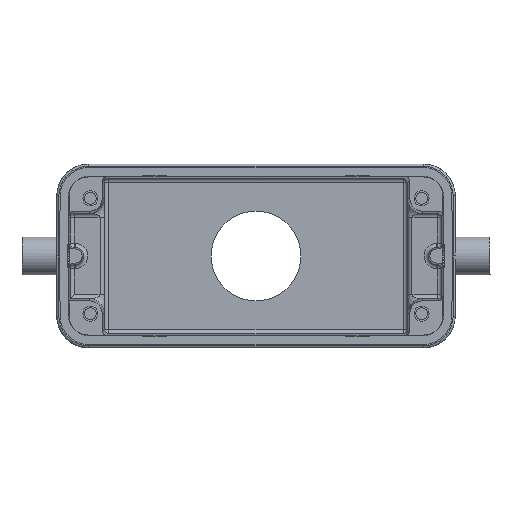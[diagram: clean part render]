
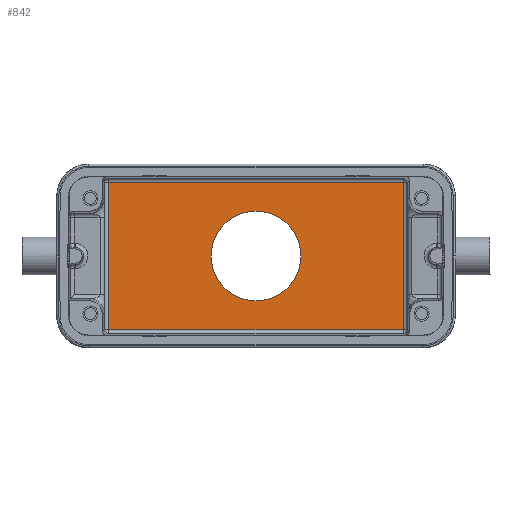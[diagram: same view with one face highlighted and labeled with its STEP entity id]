
A CAD part, front view. The second image highlights one B-rep face of the part: STEP entity #842.
In plain terms, the highlighted planar face has unit normal (0, -1, 0).
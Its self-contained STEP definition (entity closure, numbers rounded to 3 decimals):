
#842=ADVANCED_FACE('',(#1222,#1223),#1074,.F.);
#1074=PLANE('',#6195);
#1222=FACE_BOUND('',#1532,.T.);
#1223=FACE_BOUND('',#1533,.T.);
#1532=EDGE_LOOP('',(#2979));
#1533=EDGE_LOOP('',(#2980,#2981,#2982,#2983));
#1728=CIRCLE('',#6194,10.5);
#2979=ORIENTED_EDGE('',*,*,#4534,.F.);
#2980=ORIENTED_EDGE('',*,*,#4528,.T.);
#2981=ORIENTED_EDGE('',*,*,#4525,.T.);
#2982=ORIENTED_EDGE('',*,*,#4521,.T.);
#2983=ORIENTED_EDGE('',*,*,#4533,.T.);
#3617=VERTEX_POINT('',#8767);
#3794=VERTEX_POINT('',#10209);
#3795=VERTEX_POINT('',#10215);
#3796=VERTEX_POINT('',#10221);
#3798=VERTEX_POINT('',#10235);
#4521=EDGE_CURVE('',#3794,#3617,#5155,.T.);
#4525=EDGE_CURVE('',#3795,#3794,#5156,.T.);
#4528=EDGE_CURVE('',#3796,#3795,#5157,.T.);
#4533=EDGE_CURVE('',#3617,#3796,#5160,.T.);
#4534=EDGE_CURVE('',#3798,#3798,#1728,.T.);
#5155=LINE('',#10208,#5716);
#5156=LINE('',#10216,#5717);
#5157=LINE('',#10222,#5718);
#5160=LINE('',#10232,#5721);
#5716=VECTOR('',#7582,1.);
#5717=VECTOR('',#7593,1.);
#5718=VECTOR('',#7602,1.);
#5721=VECTOR('',#7617,1.);
#6194=AXIS2_PLACEMENT_3D('',#10234,#7620,#7621);
#6195=AXIS2_PLACEMENT_3D('',#10236,#7622,#7623);
#7582=DIRECTION('',(0.,0.,1.));
#7593=DIRECTION('',(1.,0.,0.));
#7602=DIRECTION('',(0.,0.,-1.));
#7617=DIRECTION('',(-1.,0.,0.));
#7620=DIRECTION('',(0.,-1.,0.));
#7621=DIRECTION('',(-1.,0.,0.));
#7622=DIRECTION('',(0.,1.,0.));
#7623=DIRECTION('',(1.,0.,0.));
#8767=CARTESIAN_POINT('',(34.445,43.,17.222));
#10208=CARTESIAN_POINT('',(34.445,43.,-17.222));
#10209=CARTESIAN_POINT('',(34.445,43.,-17.222));
#10215=CARTESIAN_POINT('',(-34.445,43.,-17.222));
#10216=CARTESIAN_POINT('',(-34.445,43.,-17.222));
#10221=CARTESIAN_POINT('',(-34.445,43.,17.222));
#10222=CARTESIAN_POINT('',(-34.445,43.,17.222));
#10232=CARTESIAN_POINT('',(34.445,43.,17.222));
#10234=CARTESIAN_POINT('',(0.,43.,0.));
#10235=CARTESIAN_POINT('',(-10.5,43.,0.));
#10236=CARTESIAN_POINT('',(45.5,43.,-21.5));
